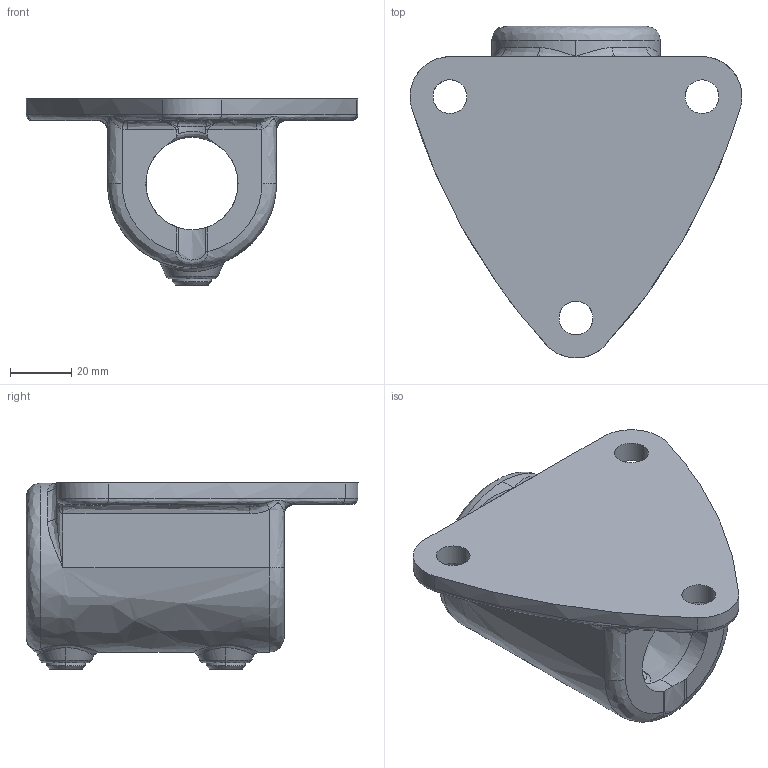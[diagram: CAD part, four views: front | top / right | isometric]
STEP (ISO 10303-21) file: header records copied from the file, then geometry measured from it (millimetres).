
FILE_DESCRIPTION (( 'STEP AP203' ), '1' );
FILE_NAME ('16146C.STEP', '2020-08-16T08:57:04', ( '' ), ( '' ), 'SwSTEP 2.0', 'SolidWorks 2018', '' );
FILE_SCHEMA (( 'CONFIG_CONTROL_DESIGN' ));
Length unit declared in the file: millimetre
Products named in the file (1): 16146C
Bounding box: 107.99 x 108 x 60.51 mm (x, y, z)
Volume: 122338.6 mm3; surface area: 39726.7 mm2
Topology: 3 solids, 3 shells, 127 faces, 321 edges, 192 vertices
Faces by surface type: bspline 127
Entity records: 10552 total; most frequent: CARTESIAN_POINT 8677, ORIENTED_EDGE 630, EDGE_CURVE 315, B_SPLINE_CURVE_WITH_KNOTS 211, VERTEX_POINT 192, EDGE_LOOP 141, ADVANCED_FACE 127, FACE_OUTER_BOUND 127
